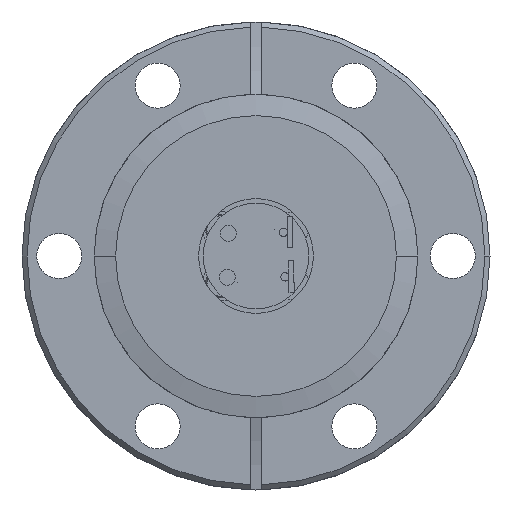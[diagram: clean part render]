
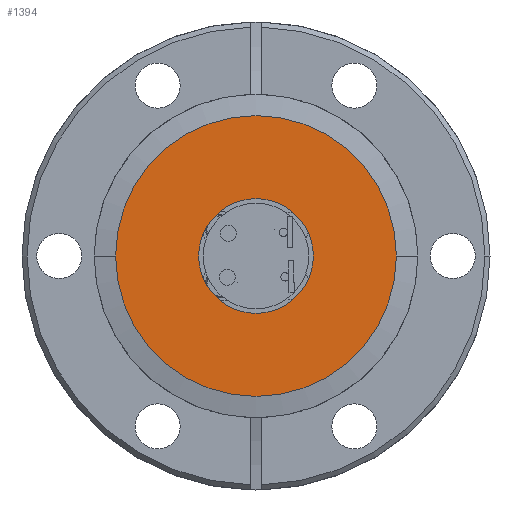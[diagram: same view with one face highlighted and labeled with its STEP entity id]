
A CAD part, front view. The second image highlights one B-rep face of the part: STEP entity #1394.
In plain terms, the highlighted planar face has unit normal (0, -1, 0).
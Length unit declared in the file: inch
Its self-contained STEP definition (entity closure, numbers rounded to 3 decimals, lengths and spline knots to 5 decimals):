
#115 = AXIS2_PLACEMENT_3D ( 'NONE', #6074, #6075, #6076 ) ;
#125 = AXIS2_PLACEMENT_3D ( 'NONE', #6114, #6115, #6116 ) ;
#133 = AXIS2_PLACEMENT_3D ( 'NONE', #6154, #6155, #6156 ) ;
#404 = VERTEX_POINT ( 'NONE', #4564 ) ;
#429 = VERTEX_POINT ( 'NONE', #10255 ) ;
#1394 = ADVANCED_FACE ( 'NONE', ( #4117, #4110 ), #8449, .T. ) ;
#1523 = EDGE_LOOP ( 'NONE', ( #9623, #7776 ) ) ;
#1978 = CIRCLE ( 'NONE', #115, 0.3375 ) ;
#1997 = CIRCLE ( 'NONE', #125, 0.825 ) ;
#2021 = CIRCLE ( 'NONE', #133, 0.825 ) ;
#3602 = CARTESIAN_POINT ( 'NONE',  ( 0.825, -0.45, 0. ) ) ;
#3723 = CARTESIAN_POINT ( 'NONE',  ( -0.825, -0.45, 0. ) ) ;
#3931 = AXIS2_PLACEMENT_3D ( 'NONE', #7674, #7675, #7676 ) ;
#3998 = EDGE_CURVE ( 'NONE', #429, #404, #7211, .T. ) ;
#4110 = FACE_BOUND ( 'NONE', #5530, .T. ) ;
#4117 = FACE_OUTER_BOUND ( 'NONE', #1523, .T. ) ;
#4564 = CARTESIAN_POINT ( 'NONE',  ( 0., -0.45, -0.3375 ) ) ;
#5530 = EDGE_LOOP ( 'NONE', ( #7775, #7777 ) ) ;
#6074 = CARTESIAN_POINT ( 'NONE',  ( 0., -0.45, 0. ) ) ;
#6075 = DIRECTION ( 'NONE',  ( 0., -1., 0. ) ) ;
#6076 = DIRECTION ( 'NONE',  ( 0., 0., 1. ) ) ;
#6114 = CARTESIAN_POINT ( 'NONE',  ( 0., -0.45, 0. ) ) ;
#6115 = DIRECTION ( 'NONE',  ( 0., -1., 0. ) ) ;
#6116 = DIRECTION ( 'NONE',  ( -1., 0., 0. ) ) ;
#6154 = CARTESIAN_POINT ( 'NONE',  ( 0., -0.45, 0. ) ) ;
#6155 = DIRECTION ( 'NONE',  ( 0., -1., 0. ) ) ;
#6156 = DIRECTION ( 'NONE',  ( -1., 0., 0. ) ) ;
#6951 = EDGE_CURVE ( 'NONE', #404, #429, #1978, .T. ) ;
#6965 = EDGE_CURVE ( 'NONE', #10712, #10586, #1997, .T. ) ;
#6981 = EDGE_CURVE ( 'NONE', #10586, #10712, #2021, .T. ) ;
#7211 = CIRCLE ( 'NONE', #3931, 0.3375 ) ;
#7674 = CARTESIAN_POINT ( 'NONE',  ( 0., -0.45, 0. ) ) ;
#7675 = DIRECTION ( 'NONE',  ( 0., -1., 0. ) ) ;
#7676 = DIRECTION ( 'NONE',  ( 0., 0., 1. ) ) ;
#7775 = ORIENTED_EDGE ( 'NONE', *, *, #3998, .F. ) ;
#7776 = ORIENTED_EDGE ( 'NONE', *, *, #6981, .T. ) ;
#7777 = ORIENTED_EDGE ( 'NONE', *, *, #6951, .F. ) ;
#8433 = CARTESIAN_POINT ( 'NONE',  ( 0., -0.45, 0.825 ) ) ;
#8449 = PLANE ( 'NONE',  #10176 ) ;
#8451 = DIRECTION ( 'NONE',  ( 0., -1., 0. ) ) ;
#8452 = DIRECTION ( 'NONE',  ( -1., 0., 0. ) ) ;
#9623 = ORIENTED_EDGE ( 'NONE', *, *, #6965, .T. ) ;
#10176 = AXIS2_PLACEMENT_3D ( 'NONE', #8433, #8451, #8452 ) ;
#10255 = CARTESIAN_POINT ( 'NONE',  ( 0., -0.45, 0.3375 ) ) ;
#10586 = VERTEX_POINT ( 'NONE', #3602 ) ;
#10712 = VERTEX_POINT ( 'NONE', #3723 ) ;
